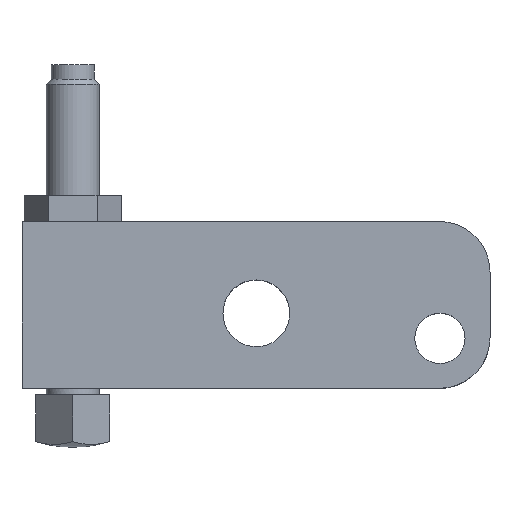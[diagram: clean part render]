
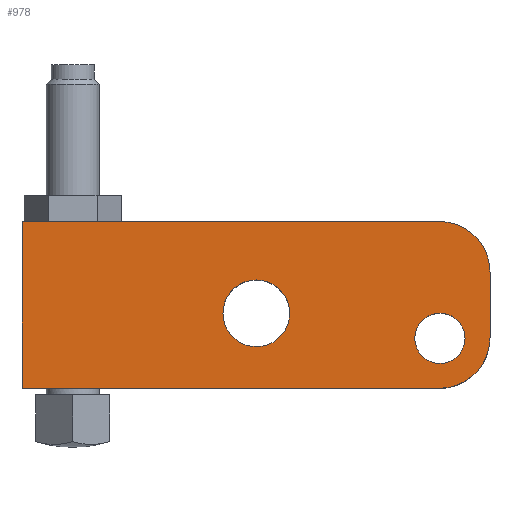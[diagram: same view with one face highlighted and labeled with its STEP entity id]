
A CAD part, top view. The second image highlights one B-rep face of the part: STEP entity #978.
In plain terms, the highlighted planar face has unit normal (0, 0, 1).
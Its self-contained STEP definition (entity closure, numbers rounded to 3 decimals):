
#253=CARTESIAN_POINT('',(-0.127,0.127,12.7));
#254=DIRECTION('',(0.,0.,1.));
#255=DIRECTION('',(0.,-1.,0.));
#256=AXIS2_PLACEMENT_3D('',#253,#254,#255);
#275=CARTESIAN_POINT('',(0.,0.,12.7));
#276=DIRECTION('',(0.,0.,-1.));
#277=DIRECTION('',(-1.,0.,0.));
#278=AXIS2_PLACEMENT_3D('',#275,#276,#277);
#280=CARTESIAN_POINT('',(0.,0.,12.7));
#281=DIRECTION('',(0.,0.,-1.));
#282=DIRECTION('',(1.,0.,0.));
#283=AXIS2_PLACEMENT_3D('',#280,#281,#282);
#285=CARTESIAN_POINT('',(-34.925,4.75,12.7));
#286=DIRECTION('',(0.,0.,-1.));
#287=DIRECTION('',(-1.,0.,0.));
#288=AXIS2_PLACEMENT_3D('',#285,#286,#287);
#290=CARTESIAN_POINT('',(-34.925,4.75,12.7));
#291=DIRECTION('',(0.,0.,-1.));
#292=DIRECTION('',(1.,0.,0.));
#293=AXIS2_PLACEMENT_3D('',#290,#291,#292);
#295=DIRECTION('',(0.,1.,0.));
#296=VECTOR('',#295,12.446);
#297=CARTESIAN_POINT('',(9.525,0.127,12.7));
#298=LINE('',#297,#296);
#299=DIRECTION('',(1.,0.,0.));
#300=VECTOR('',#299,79.375);
#301=CARTESIAN_POINT('',(-79.502,-9.525,12.7));
#302=LINE('',#301,#300);
#303=DIRECTION('',(0.,-1.,0.));
#304=VECTOR('',#303,31.75);
#305=CARTESIAN_POINT('',(-79.502,22.225,12.7));
#306=LINE('',#305,#304);
#307=DIRECTION('',(-1.,0.,0.));
#308=VECTOR('',#307,79.375);
#309=CARTESIAN_POINT('',(-0.127,22.225,12.7));
#310=LINE('',#309,#308);
#384=CARTESIAN_POINT('',(-0.127,12.573,12.7));
#385=DIRECTION('',(0.,0.,1.));
#386=DIRECTION('',(1.,0.,0.));
#387=AXIS2_PLACEMENT_3D('',#384,#385,#386);
#602=CARTESIAN_POINT('',(-79.502,22.225,12.7));
#603=CARTESIAN_POINT('',(-79.502,-9.525,12.7));
#604=VERTEX_POINT('',#602);
#605=VERTEX_POINT('',#603);
#610=CARTESIAN_POINT('',(-4.782,0.,12.7));
#611=CARTESIAN_POINT('',(4.782,0.,12.7));
#612=VERTEX_POINT('',#610);
#613=VERTEX_POINT('',#611);
#618=CARTESIAN_POINT('',(-41.281,4.75,12.7));
#619=CARTESIAN_POINT('',(-28.569,4.75,12.7));
#620=VERTEX_POINT('',#618);
#621=VERTEX_POINT('',#619);
#648=CARTESIAN_POINT('',(-0.127,-9.525,12.7));
#649=VERTEX_POINT('',#648);
#652=CARTESIAN_POINT('',(9.525,0.127,12.7));
#653=VERTEX_POINT('',#652);
#658=CARTESIAN_POINT('',(-0.127,22.225,12.7));
#660=VERTEX_POINT('',#658);
#664=CARTESIAN_POINT('',(9.525,12.573,12.7));
#665=VERTEX_POINT('',#664);
#949=CARTESIAN_POINT('',(0.,0.,12.7));
#950=DIRECTION('',(0.,0.,1.));
#951=DIRECTION('',(1.,0.,0.));
#952=AXIS2_PLACEMENT_3D('',#949,#950,#951);
#953=PLANE('',#952);
#955=ORIENTED_EDGE('',*,*,#954,.F.);
#957=ORIENTED_EDGE('',*,*,#956,.F.);
#958=ORIENTED_EDGE('',*,*,#928,.F.);
#959=ORIENTED_EDGE('',*,*,#846,.F.);
#961=ORIENTED_EDGE('',*,*,#960,.F.);
#963=ORIENTED_EDGE('',*,*,#962,.F.);
#964=EDGE_LOOP('',(#955,#957,#958,#959,#961,#963));
#965=FACE_OUTER_BOUND('',#964,.F.);
#967=ORIENTED_EDGE('',*,*,#966,.F.);
#969=ORIENTED_EDGE('',*,*,#968,.F.);
#970=EDGE_LOOP('',(#967,#969));
#971=FACE_BOUND('',#970,.F.);
#973=ORIENTED_EDGE('',*,*,#972,.F.);
#975=ORIENTED_EDGE('',*,*,#974,.F.);
#976=EDGE_LOOP('',(#973,#975));
#977=FACE_BOUND('',#976,.F.);
#978=ADVANCED_FACE('',(#965,#971,#977),#953,.T.);
#257=CIRCLE('',#256,9.652);
#279=CIRCLE('',#278,4.782);
#284=CIRCLE('',#283,4.782);
#289=CIRCLE('',#288,6.356);
#294=CIRCLE('',#293,6.356);
#388=CIRCLE('',#387,9.652);
#846=EDGE_CURVE('',#605,#649,#302,.T.);
#928=EDGE_CURVE('',#649,#653,#257,.T.);
#954=EDGE_CURVE('',#665,#660,#388,.T.);
#956=EDGE_CURVE('',#653,#665,#298,.T.);
#960=EDGE_CURVE('',#604,#605,#306,.T.);
#962=EDGE_CURVE('',#660,#604,#310,.T.);
#966=EDGE_CURVE('',#612,#613,#279,.T.);
#968=EDGE_CURVE('',#613,#612,#284,.T.);
#972=EDGE_CURVE('',#620,#621,#289,.T.);
#974=EDGE_CURVE('',#621,#620,#294,.T.);
